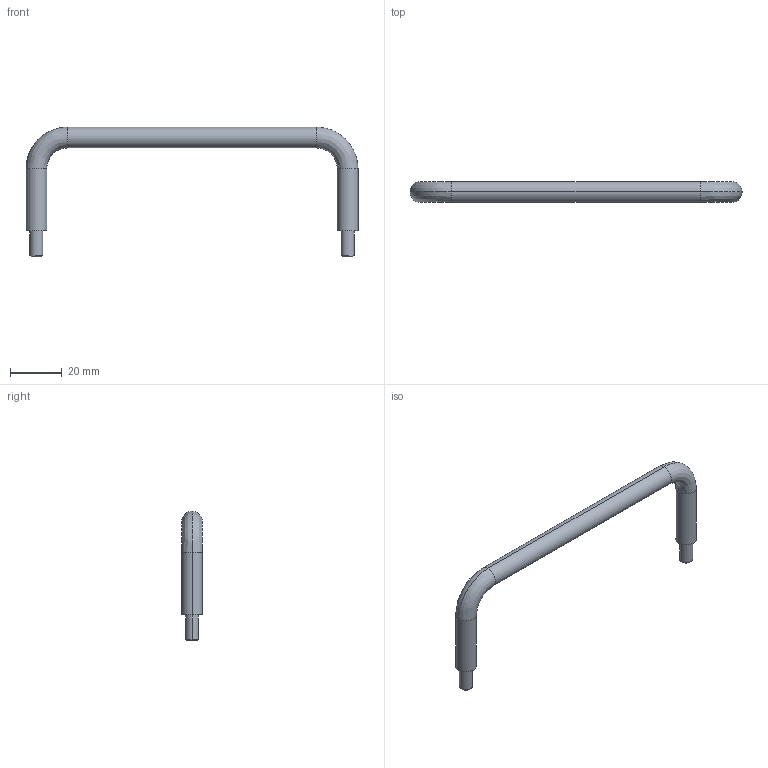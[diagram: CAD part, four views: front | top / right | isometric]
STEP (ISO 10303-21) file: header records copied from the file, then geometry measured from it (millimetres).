
FILE_DESCRIPTION( (''), '2;1');
FILE_NAME ('PC50.1864.THA_31SUS_6_NEJI_3099.stp','2021-09-06T11:33:48',(''),(''),'spGate 17.5.2','','');
FILE_SCHEMA (('AUTOMOTIVE_DESIGN'));
Length unit declared in the file: millimetre
Bounding box: 128 x 8.01 x 50 mm (x, y, z)
Volume: 9523.8 mm3; surface area: 4973.2 mm2
Topology: 1 solids, 1 shells, 22 faces, 42 edges, 24 vertices
Faces by surface type: cylinder 10, bspline 8, plane 4
Entity records: 1133 total; most frequent: CARTESIAN_POINT 342, ORIENTED_EDGE 84, DIRECTION 80, COLOUR_RGB 65, PRESENTATION_STYLE_ASSIGNMENT 65, STYLED_ITEM 65, EDGE_CURVE 42, DRAUGHTING_PRE_DEFINED_CURVE_FONT 42
